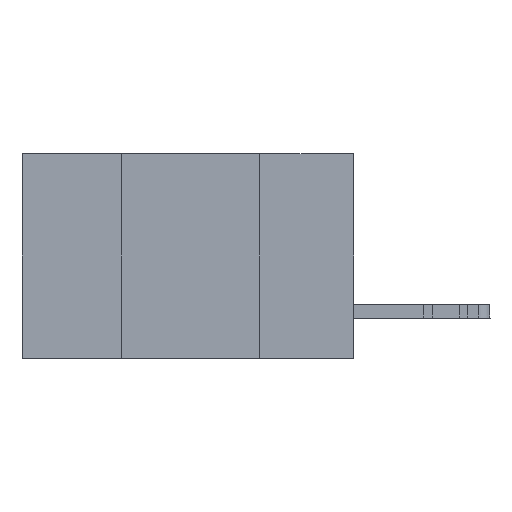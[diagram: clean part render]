
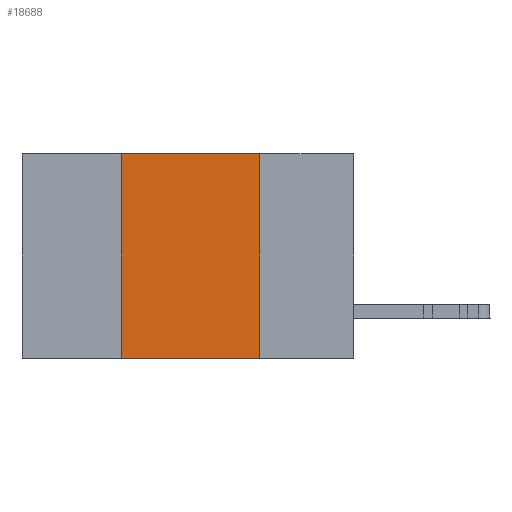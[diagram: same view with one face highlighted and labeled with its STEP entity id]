
A CAD part, left-side view. The second image highlights one B-rep face of the part: STEP entity #18688.
In plain terms, the highlighted planar face has unit normal (-1, 0, 0).
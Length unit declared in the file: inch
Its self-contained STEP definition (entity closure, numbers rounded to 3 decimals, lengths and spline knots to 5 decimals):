
#736 = LINE ( 'NONE', #20237, #25501 ) ;
#738 = CARTESIAN_POINT ( 'NONE',  ( 0., 0.6, 0. ) ) ;
#3976 = EDGE_CURVE ( 'NONE', #39071, #11053, #736, .T. ) ;
#5884 = CARTESIAN_POINT ( 'NONE',  ( 0., 0.17, -0.37 ) ) ;
#6354 = EDGE_CURVE ( 'NONE', #22732, #39071, #28600, .T. ) ;
#7186 = CARTESIAN_POINT ( 'NONE',  ( 0., 0.17, 0. ) ) ;
#10621 = PLANE ( 'NONE',  #38477 ) ;
#10757 = DIRECTION ( 'NONE',  ( 1., 0., 0. ) ) ;
#11019 = VECTOR ( 'NONE', #39538, 39.37008 ) ;
#11053 = VERTEX_POINT ( 'NONE', #7186 ) ;
#12628 = LINE ( 'NONE', #21360, #22199 ) ;
#14039 = DIRECTION ( 'NONE',  ( 0., -1., 0. ) ) ;
#14124 = EDGE_CURVE ( 'NONE', #11053, #38921, #12628, .T. ) ;
#14494 = VECTOR ( 'NONE', #27402, 39.37008 ) ;
#15816 = ORIENTED_EDGE ( 'NONE', *, *, #3976, .F. ) ;
#15851 = CARTESIAN_POINT ( 'NONE',  ( 0., 0.42, 0. ) ) ;
#18584 = DIRECTION ( 'NONE',  ( 0., 0., -1. ) ) ;
#18688 = ADVANCED_FACE ( 'NONE', ( #27991 ), #10621, .F. ) ;
#19636 = ORIENTED_EDGE ( 'NONE', *, *, #27846, .T. ) ;
#20237 = CARTESIAN_POINT ( 'NONE',  ( 0., 0.6, 0. ) ) ;
#21048 = CARTESIAN_POINT ( 'NONE',  ( 0., 0.42, 0. ) ) ;
#21360 = CARTESIAN_POINT ( 'NONE',  ( 0., 0.17, 0. ) ) ;
#22199 = VECTOR ( 'NONE', #18584, 39.37008 ) ;
#22732 = VERTEX_POINT ( 'NONE', #28416 ) ;
#23569 = DIRECTION ( 'NONE',  ( 0., 0., -1. ) ) ;
#25501 = VECTOR ( 'NONE', #14039, 39.37008 ) ;
#27402 = DIRECTION ( 'NONE',  ( 0., 0., 1. ) ) ;
#27766 = ORIENTED_EDGE ( 'NONE', *, *, #6354, .F. ) ;
#27846 = EDGE_CURVE ( 'NONE', #22732, #38921, #40056, .T. ) ;
#27991 = FACE_OUTER_BOUND ( 'NONE', #28500, .T. ) ;
#28416 = CARTESIAN_POINT ( 'NONE',  ( 0., 0.42, -0.37 ) ) ;
#28500 = EDGE_LOOP ( 'NONE', ( #36624, #15816, #27766, #19636 ) ) ;
#28600 = LINE ( 'NONE', #21048, #14494 ) ;
#32867 = CARTESIAN_POINT ( 'NONE',  ( 0., 0.6, -0.37 ) ) ;
#36624 = ORIENTED_EDGE ( 'NONE', *, *, #14124, .F. ) ;
#38477 = AXIS2_PLACEMENT_3D ( 'NONE', #738, #10757, #23569 ) ;
#38921 = VERTEX_POINT ( 'NONE', #5884 ) ;
#39071 = VERTEX_POINT ( 'NONE', #15851 ) ;
#39538 = DIRECTION ( 'NONE',  ( 0., -1., 0. ) ) ;
#40056 = LINE ( 'NONE', #32867, #11019 ) ;
